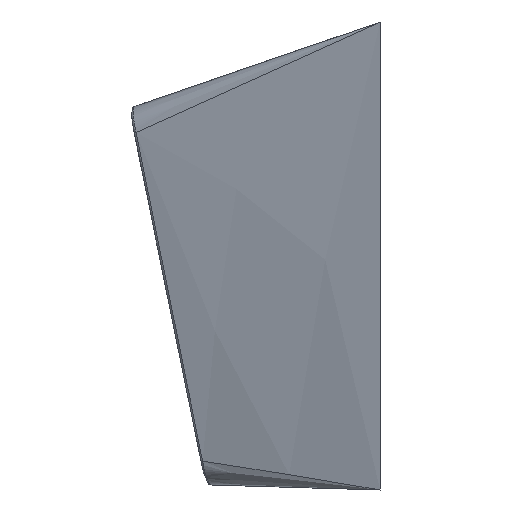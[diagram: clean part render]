
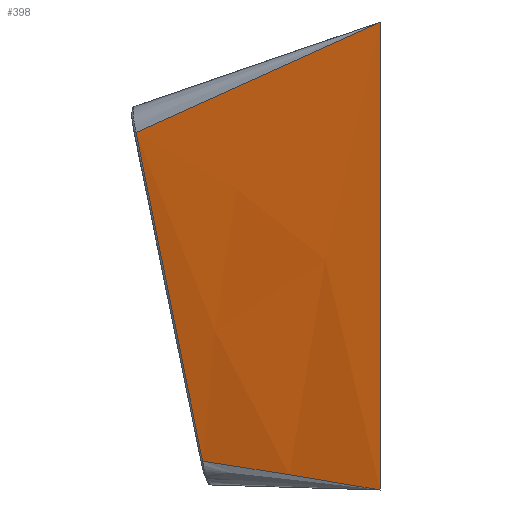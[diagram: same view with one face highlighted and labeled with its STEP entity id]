
A CAD part, left-side view. The second image highlights one B-rep face of the part: STEP entity #398.
In plain terms, the highlighted free-form (B-spline) face has degree [3, 1] with [6, 2] control points.
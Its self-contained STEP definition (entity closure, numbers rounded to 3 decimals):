
#54 = EDGE_CURVE ( 'NONE', #1487, #301, #974, .T. ) ;
#84 = CARTESIAN_POINT ( 'NONE',  ( 2.621, 6.829, 1.11 ) ) ;
#112 = CARTESIAN_POINT ( 'NONE',  ( 0., 0., 0. ) ) ;
#242 = CARTESIAN_POINT ( 'NONE',  ( 2.623, 7.836, 6.09 ) ) ;
#256 = CARTESIAN_POINT ( 'NONE',  ( 2.65, 9.175, 12.26 ) ) ;
#301 = VERTEX_POINT ( 'NONE', #112 ) ;
#305 = B_SPLINE_CURVE_WITH_KNOTS ( 'NONE', 3,
 ( #450, #595, #855, #1001 ),
 .UNSPECIFIED., .F., .F.,
 ( 4, 4 ),
 ( 0., 0.99 ),
 .UNSPECIFIED. ) ;
#325 = VERTEX_POINT ( 'NONE', #353 ) ;
#353 = CARTESIAN_POINT ( 'NONE',  ( 0., 0., 18. ) ) ;
#398 = ADVANCED_FACE ( 'NONE', ( #1011 ), #791, .T. ) ;
#448 = B_SPLINE_CURVE_WITH_KNOTS ( 'NONE', 3,
 ( #597, #1540, #1284, #1547, #1667, #242, #1445, #657, #1200, #84 ),
 .UNSPECIFIED., .F., .F.,
 ( 4, 3, 3, 4 ),
 ( 0., 0.005, 0.009, 0.013 ),
 .UNSPECIFIED. ) ;
#450 = CARTESIAN_POINT ( 'NONE',  ( 0., 0., 18. ) ) ;
#493 = EDGE_CURVE ( 'NONE', #325, #301, #1442, .T. ) ;
#527 = EDGE_CURVE ( 'NONE', #325, #1050, #305, .T. ) ;
#533 = CARTESIAN_POINT ( 'NONE',  ( 0., 0., 15. ) ) ;
#595 = CARTESIAN_POINT ( 'NONE',  ( 0.953, 3.475, 16.449 ) ) ;
#597 = CARTESIAN_POINT ( 'NONE',  ( 2.627, 9.39, 13.754 ) ) ;
#607 = CARTESIAN_POINT ( 'NONE',  ( 2.627, 9.39, 13.754 ) ) ;
#624 = ORIENTED_EDGE ( 'NONE', *, *, #493, .F. ) ;
#655 = CARTESIAN_POINT ( 'NONE',  ( 2.65, 8.684, 9.848 ) ) ;
#657 = CARTESIAN_POINT ( 'NONE',  ( 2.622, 7.332, 3.6 ) ) ;
#708 = VECTOR ( 'NONE', #1269, 1000. ) ;
#764 = ORIENTED_EDGE ( 'NONE', *, *, #1095, .T. ) ;
#791 = B_SPLINE_SURFACE_WITH_KNOTS ( 'NONE', 3, 1, ( 
 ( #1585, #1437 ),
 ( #1573, #922 ),
 ( #1321, #1061 ),
 ( #1205, #655 ),
 ( #533, #256 ),
 ( #1581, #1059 ) ),
 .UNSPECIFIED., .F., .F., .F.,
 ( 4, 2, 4 ),
 ( 2, 2 ),
 ( 0., 0.5, 1. ),
 ( 0., 1. ),
 .UNSPECIFIED. ) ;
#851 = CARTESIAN_POINT ( 'NONE',  ( 0., 0., 0. ) ) ;
#855 = CARTESIAN_POINT ( 'NONE',  ( 1.828, 6.606, 15.034 ) ) ;
#922 = CARTESIAN_POINT ( 'NONE',  ( 2.65, 7.211, 2.612 ) ) ;
#955 = EDGE_LOOP ( 'NONE', ( #1730, #764, #1176, #624 ) ) ;
#974 = B_SPLINE_CURVE_WITH_KNOTS ( 'NONE', 3,
 ( #1722, #1206, #1248, #851 ),
 .UNSPECIFIED., .F., .F.,
 ( 4, 4 ),
 ( 0.012, 1. ),
 .UNSPECIFIED. ) ;
#1001 = CARTESIAN_POINT ( 'NONE',  ( 2.627, 9.39, 13.754 ) ) ;
#1011 = FACE_OUTER_BOUND ( 'NONE', #955, .T. ) ;
#1050 = VERTEX_POINT ( 'NONE', #607 ) ;
#1059 = CARTESIAN_POINT ( 'NONE',  ( 2.65, 9.666, 14.672 ) ) ;
#1061 = CARTESIAN_POINT ( 'NONE',  ( 2.65, 7.702, 5.024 ) ) ;
#1073 = CARTESIAN_POINT ( 'NONE',  ( 2.621, 6.829, 1.11 ) ) ;
#1095 = EDGE_CURVE ( 'NONE', #1050, #1487, #448, .T. ) ;
#1176 = ORIENTED_EDGE ( 'NONE', *, *, #54, .T. ) ;
#1200 = CARTESIAN_POINT ( 'NONE',  ( 2.621, 7.08, 2.355 ) ) ;
#1205 = CARTESIAN_POINT ( 'NONE',  ( 0., 0., 12. ) ) ;
#1206 = CARTESIAN_POINT ( 'NONE',  ( 1.815, 4.662, 0.785 ) ) ;
#1248 = CARTESIAN_POINT ( 'NONE',  ( 0.941, 2.387, 0.414 ) ) ;
#1269 = DIRECTION ( 'NONE',  ( 0., 0., -1. ) ) ;
#1284 = CARTESIAN_POINT ( 'NONE',  ( 2.625, 8.69, 10.304 ) ) ;
#1321 = CARTESIAN_POINT ( 'NONE',  ( 0., 0., 6. ) ) ;
#1380 = CARTESIAN_POINT ( 'NONE',  ( 0., 0., 18. ) ) ;
#1437 = CARTESIAN_POINT ( 'NONE',  ( 2.65, 6.72, 0.199 ) ) ;
#1442 = LINE ( 'NONE', #1380, #708 ) ;
#1445 = CARTESIAN_POINT ( 'NONE',  ( 2.623, 7.584, 4.845 ) ) ;
#1487 = VERTEX_POINT ( 'NONE', #1073 ) ;
#1540 = CARTESIAN_POINT ( 'NONE',  ( 2.626, 9.04, 12.029 ) ) ;
#1547 = CARTESIAN_POINT ( 'NONE',  ( 2.624, 8.341, 8.579 ) ) ;
#1573 = CARTESIAN_POINT ( 'NONE',  ( 0., 0., 3. ) ) ;
#1581 = CARTESIAN_POINT ( 'NONE',  ( 0., 0., 18. ) ) ;
#1585 = CARTESIAN_POINT ( 'NONE',  ( 0., 0., 0. ) ) ;
#1667 = CARTESIAN_POINT ( 'NONE',  ( 2.624, 8.088, 7.334 ) ) ;
#1722 = CARTESIAN_POINT ( 'NONE',  ( 2.621, 6.829, 1.11 ) ) ;
#1730 = ORIENTED_EDGE ( 'NONE', *, *, #527, .T. ) ;
